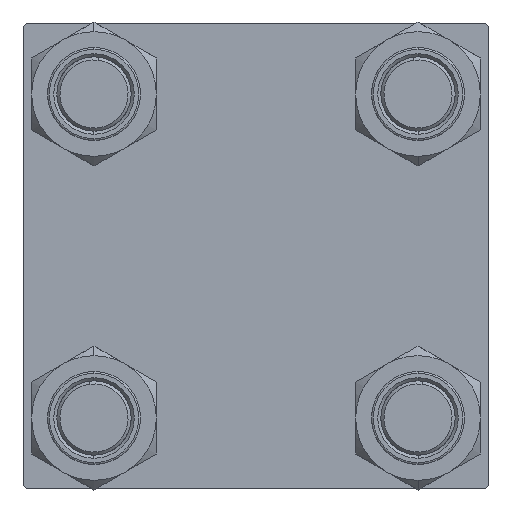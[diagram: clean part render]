
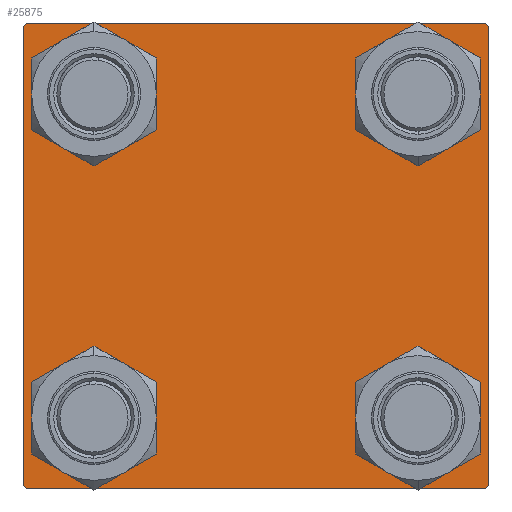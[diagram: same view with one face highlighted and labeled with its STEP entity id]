
A CAD part, left-side view. The second image highlights one B-rep face of the part: STEP entity #25875.
In plain terms, the highlighted planar face has unit normal (-1, 0, 0).
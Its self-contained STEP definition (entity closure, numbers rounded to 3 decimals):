
#248 = CIRCLE ( 'NONE', #35208, 6.5 ) ;
#361 = VERTEX_POINT ( 'NONE', #24726 ) ;
#409 = VERTEX_POINT ( 'NONE', #17352 ) ;
#618 = CARTESIAN_POINT ( 'NONE',  ( 0., -37.25, -37.25 ) ) ;
#2848 = CARTESIAN_POINT ( 'NONE',  ( 0., -37., -37.5 ) ) ;
#3040 = CARTESIAN_POINT ( 'NONE',  ( 0., -37.5, 37.5 ) ) ;
#4198 = EDGE_CURVE ( 'NONE', #7561, #40900, #23353, .T. ) ;
#4286 = ORIENTED_EDGE ( 'NONE', *, *, #38235, .T. ) ;
#4458 = AXIS2_PLACEMENT_3D ( 'NONE', #14974, #41944, #22613 ) ;
#4713 = VERTEX_POINT ( 'NONE', #45335 ) ;
#5192 = DIRECTION ( 'NONE',  ( 1., 0., 0. ) ) ;
#5530 = CARTESIAN_POINT ( 'NONE',  ( 0., 37.5, 37.5 ) ) ;
#5741 = CARTESIAN_POINT ( 'NONE',  ( 0., 37.25, 37.25 ) ) ;
#6338 = VECTOR ( 'NONE', #44121, 1000. ) ;
#6577 = CARTESIAN_POINT ( 'NONE',  ( 0., 26.15, 26.15 ) ) ;
#6852 = LINE ( 'NONE', #3040, #6975 ) ;
#6975 = VECTOR ( 'NONE', #18583, 1000. ) ;
#7076 = CARTESIAN_POINT ( 'NONE',  ( 0., 26.15, -26.15 ) ) ;
#7294 = ORIENTED_EDGE ( 'NONE', *, *, #21127, .T. ) ;
#7561 = VERTEX_POINT ( 'NONE', #49742 ) ;
#7935 = EDGE_LOOP ( 'NONE', ( #17757, #13520 ) ) ;
#8345 = DIRECTION ( 'NONE',  ( 0., 0., 1. ) ) ;
#8532 = CARTESIAN_POINT ( 'NONE',  ( 0., -26.15, 26.15 ) ) ;
#8539 = CIRCLE ( 'NONE', #46706, 6.5 ) ;
#8866 = VERTEX_POINT ( 'NONE', #31355 ) ;
#10140 = AXIS2_PLACEMENT_3D ( 'NONE', #8532, #5192, #32418 ) ;
#10557 = VERTEX_POINT ( 'NONE', #35617 ) ;
#10864 = EDGE_LOOP ( 'NONE', ( #28884, #7294 ) ) ;
#10890 = DIRECTION ( 'NONE',  ( 0., 0., 1. ) ) ;
#11085 = VECTOR ( 'NONE', #39798, 1000. ) ;
#11125 = ORIENTED_EDGE ( 'NONE', *, *, #42553, .F. ) ;
#11155 = FACE_OUTER_BOUND ( 'NONE', #32490, .T. ) ;
#11516 = LINE ( 'NONE', #13015, #46456 ) ;
#11693 = AXIS2_PLACEMENT_3D ( 'NONE', #6577, #40936, #30485 ) ;
#11872 = CARTESIAN_POINT ( 'NONE',  ( 0., -26.15, -26.15 ) ) ;
#13015 = CARTESIAN_POINT ( 'NONE',  ( 0., 37.25, -37.25 ) ) ;
#13108 = DIRECTION ( 'NONE',  ( 0., 0., 1. ) ) ;
#13480 = EDGE_LOOP ( 'NONE', ( #42667, #47721 ) ) ;
#13520 = ORIENTED_EDGE ( 'NONE', *, *, #15678, .T. ) ;
#14349 = CIRCLE ( 'NONE', #32201, 6.5 ) ;
#14468 = DIRECTION ( 'NONE',  ( 1., 0., 0. ) ) ;
#14527 = EDGE_CURVE ( 'NONE', #41670, #7561, #11516, .T. ) ;
#14794 = CARTESIAN_POINT ( 'NONE',  ( 0., -26.15, -26.15 ) ) ;
#14944 = EDGE_LOOP ( 'NONE', ( #4286, #46689 ) ) ;
#14974 = CARTESIAN_POINT ( 'NONE',  ( 0., 0., 0. ) ) ;
#15162 = VERTEX_POINT ( 'NONE', #31429 ) ;
#15678 = EDGE_CURVE ( 'NONE', #8866, #50246, #30268, .T. ) ;
#16171 = FACE_BOUND ( 'NONE', #7935, .T. ) ;
#16244 = ORIENTED_EDGE ( 'NONE', *, *, #29363, .T. ) ;
#16344 = ORIENTED_EDGE ( 'NONE', *, *, #27804, .T. ) ;
#17352 = CARTESIAN_POINT ( 'NONE',  ( 0., -37.5, 37. ) ) ;
#17423 = CARTESIAN_POINT ( 'NONE',  ( 0., 37.5, -37. ) ) ;
#17611 = DIRECTION ( 'NONE',  ( 0., 0., 1. ) ) ;
#17757 = ORIENTED_EDGE ( 'NONE', *, *, #34343, .T. ) ;
#18147 = CARTESIAN_POINT ( 'NONE',  ( 0., -26.15, 32.65 ) ) ;
#18306 = PLANE ( 'NONE',  #4458 ) ;
#18563 = FACE_BOUND ( 'NONE', #10864, .T. ) ;
#18583 = DIRECTION ( 'NONE',  ( 0., 0., -1. ) ) ;
#18623 = CARTESIAN_POINT ( 'NONE',  ( 0., -26.15, 19.65 ) ) ;
#19059 = CARTESIAN_POINT ( 'NONE',  ( 0., -26.15, 26.15 ) ) ;
#19186 = CARTESIAN_POINT ( 'NONE',  ( 0., 26.15, 26.15 ) ) ;
#19229 = VECTOR ( 'NONE', #26449, 1000. ) ;
#19454 = EDGE_CURVE ( 'NONE', #40697, #42648, #31096, .T. ) ;
#20845 = ORIENTED_EDGE ( 'NONE', *, *, #43387, .T. ) ;
#21030 = EDGE_CURVE ( 'NONE', #361, #15162, #33262, .T. ) ;
#21127 = EDGE_CURVE ( 'NONE', #42648, #40697, #248, .T. ) ;
#21509 = CARTESIAN_POINT ( 'NONE',  ( 0., 26.15, -19.65 ) ) ;
#22613 = DIRECTION ( 'NONE',  ( 0., 0., 1. ) ) ;
#23353 = LINE ( 'NONE', #25541, #6338 ) ;
#24719 = CIRCLE ( 'NONE', #10140, 6.5 ) ;
#24726 = CARTESIAN_POINT ( 'NONE',  ( 0., 37., 37.5 ) ) ;
#25541 = CARTESIAN_POINT ( 'NONE',  ( 0., 37.5, -37.5 ) ) ;
#25875 = ADVANCED_FACE ( 'NONE', ( #34064, #16171, #18563, #50083, #11155 ), #18306, .T. ) ;
#26059 = EDGE_CURVE ( 'NONE', #10557, #4713, #8539, .T. ) ;
#26449 = DIRECTION ( 'NONE',  ( 0., 0., -1. ) ) ;
#26798 = DIRECTION ( 'NONE',  ( 0., 0., 1. ) ) ;
#27388 = DIRECTION ( 'NONE',  ( 1., 0., 0. ) ) ;
#27428 = DIRECTION ( 'NONE',  ( 1., 0., 0. ) ) ;
#27487 = ORIENTED_EDGE ( 'NONE', *, *, #4198, .T. ) ;
#27804 = EDGE_CURVE ( 'NONE', #409, #15162, #29181, .T. ) ;
#28525 = DIRECTION ( 'NONE',  ( 0., -0.707, -0.707 ) ) ;
#28884 = ORIENTED_EDGE ( 'NONE', *, *, #19454, .T. ) ;
#29181 = LINE ( 'NONE', #37340, #42758 ) ;
#29363 = EDGE_CURVE ( 'NONE', #40900, #39961, #35499, .T. ) ;
#29465 = AXIS2_PLACEMENT_3D ( 'NONE', #14794, #30307, #17611 ) ;
#30268 = CIRCLE ( 'NONE', #29465, 6.5 ) ;
#30307 = DIRECTION ( 'NONE',  ( 1., 0., 0. ) ) ;
#30485 = DIRECTION ( 'NONE',  ( 0., 0., 1. ) ) ;
#31096 = CIRCLE ( 'NONE', #33526, 6.5 ) ;
#31127 = VERTEX_POINT ( 'NONE', #18147 ) ;
#31355 = CARTESIAN_POINT ( 'NONE',  ( 0., -26.15, -32.65 ) ) ;
#31429 = CARTESIAN_POINT ( 'NONE',  ( 0., -37., 37.5 ) ) ;
#32201 = AXIS2_PLACEMENT_3D ( 'NONE', #19059, #27428, #8345 ) ;
#32418 = DIRECTION ( 'NONE',  ( 0., 0., 1. ) ) ;
#32490 = EDGE_LOOP ( 'NONE', ( #20845, #47543, #27487, #16244, #11125, #16344, #37650, #42215 ) ) ;
#32499 = DIRECTION ( 'NONE',  ( 0., 0., 1. ) ) ;
#33262 = LINE ( 'NONE', #5530, #44966 ) ;
#33523 = CIRCLE ( 'NONE', #35992, 6.5 ) ;
#33526 = AXIS2_PLACEMENT_3D ( 'NONE', #7076, #14468, #10890 ) ;
#34064 = FACE_BOUND ( 'NONE', #13480, .T. ) ;
#34194 = DIRECTION ( 'NONE',  ( 1., 0., 0. ) ) ;
#34343 = EDGE_CURVE ( 'NONE', #50246, #8866, #33523, .T. ) ;
#35054 = CARTESIAN_POINT ( 'NONE',  ( 0., 37.5, 37. ) ) ;
#35208 = AXIS2_PLACEMENT_3D ( 'NONE', #36082, #44971, #32499 ) ;
#35499 = LINE ( 'NONE', #618, #11085 ) ;
#35617 = CARTESIAN_POINT ( 'NONE',  ( 0., 26.15, 19.65 ) ) ;
#35992 = AXIS2_PLACEMENT_3D ( 'NONE', #11872, #27388, #13108 ) ;
#36082 = CARTESIAN_POINT ( 'NONE',  ( 0., 26.15, -26.15 ) ) ;
#36265 = EDGE_CURVE ( 'NONE', #361, #44685, #48735, .T. ) ;
#36767 = CARTESIAN_POINT ( 'NONE',  ( 0., -37.5, -37. ) ) ;
#37053 = DIRECTION ( 'NONE',  ( 0., 0.707, -0.707 ) ) ;
#37340 = CARTESIAN_POINT ( 'NONE',  ( 0., -37.25, 37.25 ) ) ;
#37587 = DIRECTION ( 'NONE',  ( 0., 0.707, 0.707 ) ) ;
#37650 = ORIENTED_EDGE ( 'NONE', *, *, #21030, .F. ) ;
#38235 = EDGE_CURVE ( 'NONE', #4713, #10557, #48244, .T. ) ;
#39100 = EDGE_CURVE ( 'NONE', #45156, #31127, #24719, .T. ) ;
#39798 = DIRECTION ( 'NONE',  ( 0., -0.707, 0.707 ) ) ;
#39961 = VERTEX_POINT ( 'NONE', #36767 ) ;
#40697 = VERTEX_POINT ( 'NONE', #21509 ) ;
#40900 = VERTEX_POINT ( 'NONE', #2848 ) ;
#40936 = DIRECTION ( 'NONE',  ( 1., 0., 0. ) ) ;
#41670 = VERTEX_POINT ( 'NONE', #17423 ) ;
#41944 = DIRECTION ( 'NONE',  ( -1., 0., 0. ) ) ;
#42215 = ORIENTED_EDGE ( 'NONE', *, *, #36265, .T. ) ;
#42553 = EDGE_CURVE ( 'NONE', #409, #39961, #6852, .T. ) ;
#42648 = VERTEX_POINT ( 'NONE', #47523 ) ;
#42667 = ORIENTED_EDGE ( 'NONE', *, *, #46568, .T. ) ;
#42758 = VECTOR ( 'NONE', #37587, 1000. ) ;
#43387 = EDGE_CURVE ( 'NONE', #44685, #41670, #45790, .T. ) ;
#43961 = DIRECTION ( 'NONE',  ( 0., -1., 0. ) ) ;
#44121 = DIRECTION ( 'NONE',  ( 0., -1., 0. ) ) ;
#44685 = VERTEX_POINT ( 'NONE', #35054 ) ;
#44966 = VECTOR ( 'NONE', #43961, 1000. ) ;
#44971 = DIRECTION ( 'NONE',  ( 1., 0., 0. ) ) ;
#45156 = VERTEX_POINT ( 'NONE', #18623 ) ;
#45253 = CARTESIAN_POINT ( 'NONE',  ( 0., -26.15, -19.65 ) ) ;
#45335 = CARTESIAN_POINT ( 'NONE',  ( 0., 26.15, 32.65 ) ) ;
#45790 = LINE ( 'NONE', #46290, #19229 ) ;
#46290 = CARTESIAN_POINT ( 'NONE',  ( 0., 37.5, 37.5 ) ) ;
#46456 = VECTOR ( 'NONE', #28525, 1000. ) ;
#46568 = EDGE_CURVE ( 'NONE', #31127, #45156, #14349, .T. ) ;
#46689 = ORIENTED_EDGE ( 'NONE', *, *, #26059, .T. ) ;
#46706 = AXIS2_PLACEMENT_3D ( 'NONE', #19186, #34194, #26798 ) ;
#47398 = VECTOR ( 'NONE', #37053, 1000. ) ;
#47523 = CARTESIAN_POINT ( 'NONE',  ( 0., 26.15, -32.65 ) ) ;
#47543 = ORIENTED_EDGE ( 'NONE', *, *, #14527, .T. ) ;
#47721 = ORIENTED_EDGE ( 'NONE', *, *, #39100, .T. ) ;
#48244 = CIRCLE ( 'NONE', #11693, 6.5 ) ;
#48735 = LINE ( 'NONE', #5741, #47398 ) ;
#49742 = CARTESIAN_POINT ( 'NONE',  ( 0., 37., -37.5 ) ) ;
#50083 = FACE_BOUND ( 'NONE', #14944, .T. ) ;
#50246 = VERTEX_POINT ( 'NONE', #45253 ) ;
